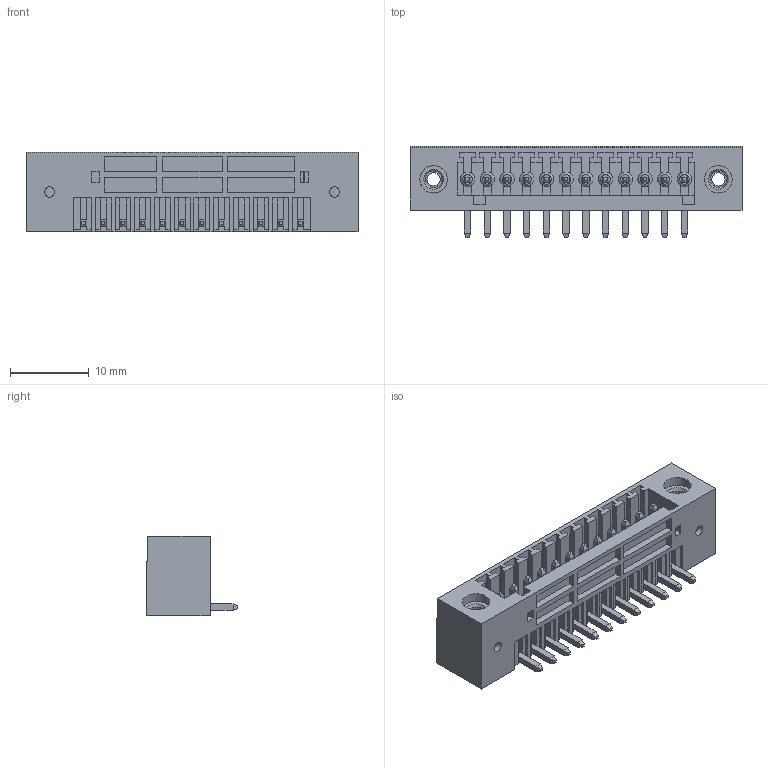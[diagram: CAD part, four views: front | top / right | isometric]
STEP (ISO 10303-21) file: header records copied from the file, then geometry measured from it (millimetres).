
FILE_DESCRIPTION( ( 'Unknown' ), '1' );
FILE_NAME( '691382040012.stp', 'Unknown', ( 'Unknown' ), ( 'Unknown' ), 'PSStep 18.0.17', 'Unknown', ' ' );
FILE_SCHEMA( ( 'AUTOMOTIVE_DESIGN { 1 0 10303 214 1 1 1 1 }' ) );
Length unit declared in the file: millimetre
Products named in the file (4): Assem1; 6913820400xx_PIN; 6913820400xx_Thread; 691382040012
Assembly tree (15 placements, depth 2):
  Assem1
    6913820400xx_PIN  x12
    6913820400xx_Thread  x2
    691382040012
Bounding box: 42.1 x 11.6 x 10.1 mm (x, y, z)
Volume: 1864.1 mm3; surface area: 4963.4 mm2
Topology: 15 solids, 15 shells, 928 faces, 2473 edges, 1596 vertices
Faces by surface type: plane 864, cylinder 50, torus 12, cone 2
Full cylindrical faces by diameter (mm): 1.3 x2, 1.7 x2, 1.8 x12, 2.113 x2, 3.5 x4
Entity records: 28539 total; most frequent: CARTESIAN_POINT 4032, ORIENTED_EDGE 3956, DIRECTION 3561, EDGE_CURVE 1978, LINE 1877, VECTOR 1877, VERTEX_POINT 1313, AXIS2_PLACEMENT_3D 842
